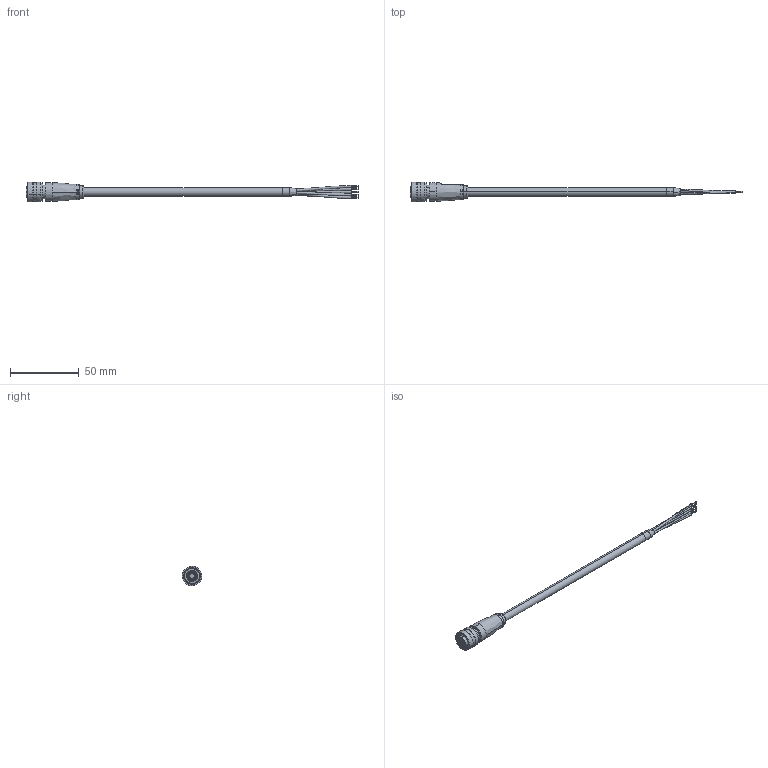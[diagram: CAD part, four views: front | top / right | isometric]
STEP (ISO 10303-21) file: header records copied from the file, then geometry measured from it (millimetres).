
FILE_DESCRIPTION (( 'STEP AP203' ), '1' );
FILE_NAME ('10-04536_revA.STEP', '2022-01-24T18:51:55', ( '' ), ( '' ), 'SwSTEP 2.0', 'SolidWorks 2021', '' );
FILE_SCHEMA (( 'CONFIG_CONTROL_DESIGN' ));
Length unit declared in the file: millimetre
Products named in the file (9): 50-00980_STEP; 50-00980-02_For STEP file; 50-00980-05___; 50-00980-04___; 50-00980-03___; 30-01578_M12 (50 with 5mm tinned); 50-00980-01___; 24-00349_Wire O6.8 mm; 10-04536_revA
Assembly tree (11 placements, depth 3):
  10-04536_revA
    30-01578_M12 (50 with 5mm tinned)
    24-00349_Wire O6.8 mm
    50-00980_STEP
      50-00980-01___
      50-00980-02_For STEP file
      50-00980-03___  x4
      50-00980-04___
      50-00980-05___
Bounding box: 242 x 14.48 x 14.48 mm (x, y, z)
Volume: 9983.4 mm3; surface area: 42085.2 mm2
Topology: 195 solids, 195 shells, 1702 faces, 3700 edges, 2414 vertices
Faces by surface type: cylinder 917, plane 558, torus 91, bspline 82, cone 54
Entity records: 45134 total; most frequent: CARTESIAN_POINT 11432, DIRECTION 7390, ORIENTED_EDGE 6092, AXIS2_PLACEMENT_3D 3160, EDGE_CURVE 3046, VERTEX_POINT 2006, EDGE_LOOP 1840, CIRCLE 1762
